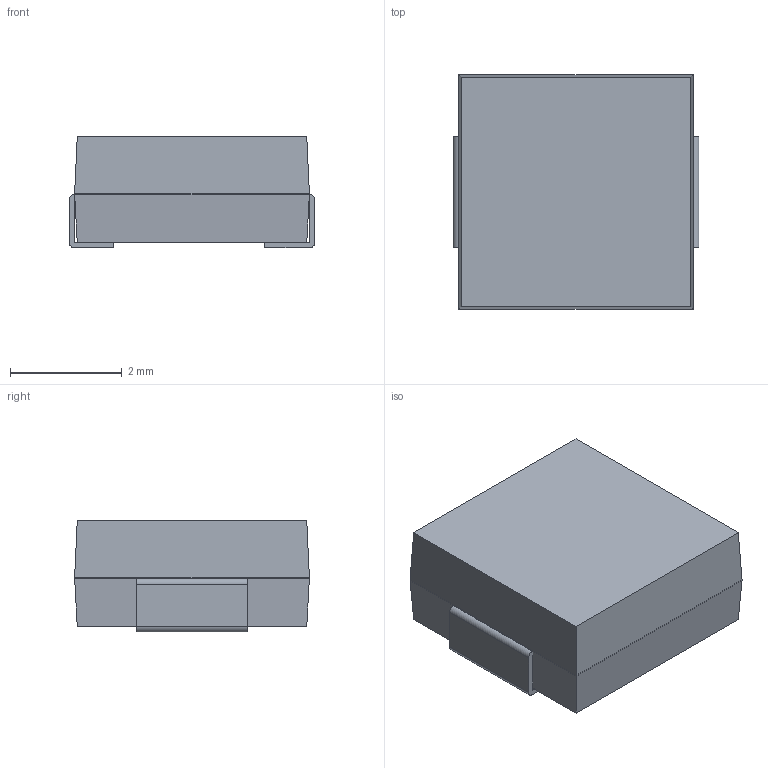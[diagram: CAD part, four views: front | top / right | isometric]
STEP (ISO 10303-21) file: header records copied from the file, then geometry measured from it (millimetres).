
FILE_DESCRIPTION(('FreeCAD Model'),'2;1');
FILE_NAME('Open CASCADE Shape Model','2021-12-07T10:39:02',('Author'),( ''),'Open CASCADE STEP processor 7.5','FreeCAD','Unknown');
FILE_SCHEMA(('AUTOMOTIVE_DESIGN { 1 0 10303 214 1 1 1 1 }'));
Length unit declared in the file: millimetre
Products named in the file (4): ASSEMBLY; Chamfer; FilletPin1; FilletPin2
Assembly tree (3 placements, depth 2):
  ASSEMBLY
    Chamfer
    FilletPin1
    FilletPin2
Bounding box: 4.4 x 4.2 x 2 mm (x, y, z)
Volume: 33.7 mm3; surface area: 85.5 mm2
Topology: 3 solids, 3 shells, 38 faces, 88 edges, 56 vertices
Faces by surface type: plane 34, cylinder 4
Entity records: 1241 total; most frequent: CARTESIAN_POINT 186, DIRECTION 180, ORIENTED_EDGE 176, EDGE_CURVE 88, LINE 80, VECTOR 80, VERTEX_POINT 56, AXIS2_PLACEMENT_3D 50
